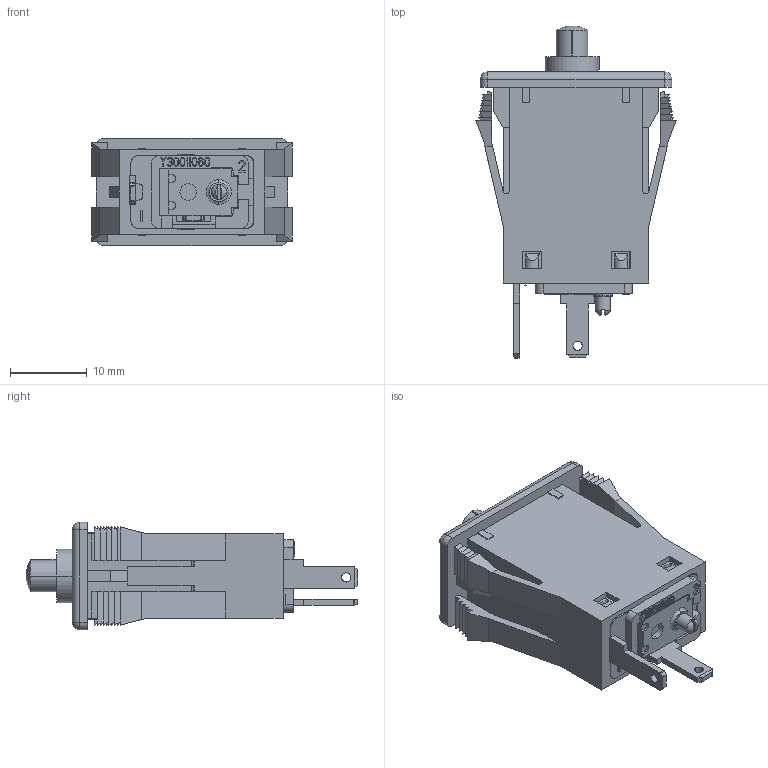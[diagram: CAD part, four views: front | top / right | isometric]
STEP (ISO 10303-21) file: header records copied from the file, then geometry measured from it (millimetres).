
FILE_DESCRIPTION((''),'2;1');
FILE_NAME('DUMMY_105_P30_DIREKT','2024-02-27T15:30:11',('wschmidt'),(''),'CREO PARAMETRIC BY PTC INC, 2022484','CREO PARAMETRIC BY PTC INC, 2022484','');
FILE_SCHEMA(('AUTOMOTIVE_DESIGN { 1 0 10303 214 1 1 1 1 }'));
Length unit declared in the file: millimetre
Products named in the file (1): DUMMY_105_P30_DIREKT
Bounding box: 26.1 x 43.26 x 14 mm (x, y, z)
Volume: 6295 mm3; surface area: 4365.4 mm2
Topology: 1 solids, 1 shells, 775 faces, 2227 edges, 1470 vertices
Faces by surface type: plane 687, cylinder 78, sphere 8, torus 2
Entity records: 25407 total; most frequent: CARTESIAN_POINT 4584, ORIENTED_EDGE 4450, DIRECTION 3931, EDGE_CURVE 2225, VECTOR 2013, LINE 2013, VERTEX_POINT 1470, AXIS2_PLACEMENT_3D 959
